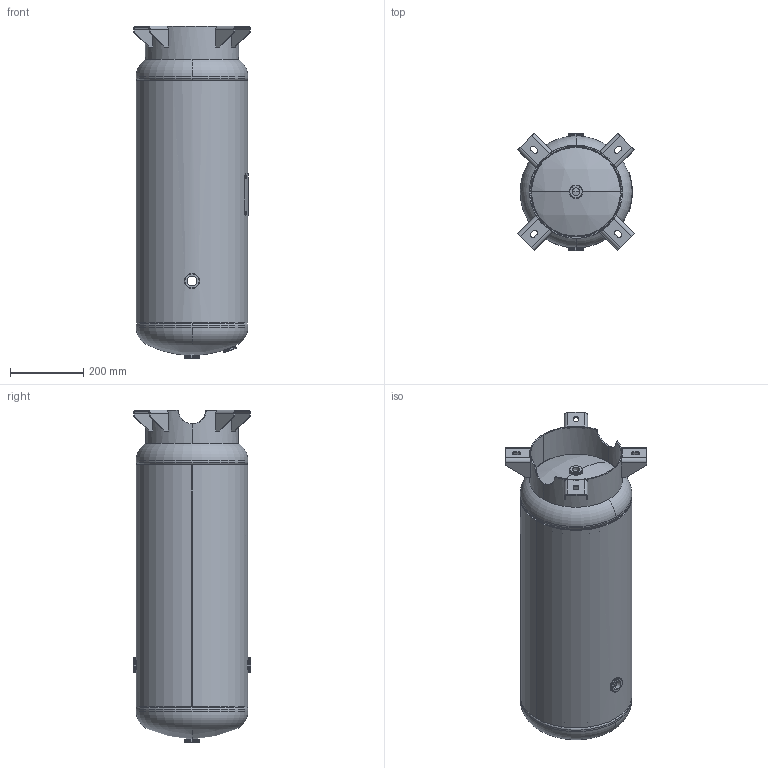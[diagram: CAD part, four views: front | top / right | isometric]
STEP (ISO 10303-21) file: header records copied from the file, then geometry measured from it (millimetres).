
FILE_DESCRIPTION (( 'STEP AP214' ), '1' );
FILE_NAME ('302403.STEP', '2025-03-28T16:39:15', ( '' ), ( '' ), 'SwSTEP 2.0', 'SolidWorks 2022', '' );
FILE_SCHEMA (( 'AUTOMOTIVE_DESIGN' ));
Length unit declared in the file: millimetre
Products named in the file (1): 302403
Bounding box: 319.01 x 319.58 x 906.31 mm (x, y, z)
Volume: 3327945.8 mm3; surface area: 2029612.1 mm2
Topology: 14 solids, 14 shells, 328 faces, 712 edges, 424 vertices
Faces by surface type: plane 128, cylinder 90, torus 84, bspline 18, sphere 8
Full cylindrical faces by diameter (mm): 297.891 x1, 304.8 x1
Entity records: 16368 total; most frequent: CARTESIAN_POINT 5300, DIRECTION 1626, ORIENTED_EDGE 1424, EDGE_CURVE 712, AXIS2_PLACEMENT_3D 667, VERTEX_POINT 424, EDGE_LOOP 370, CIRCLE 356
